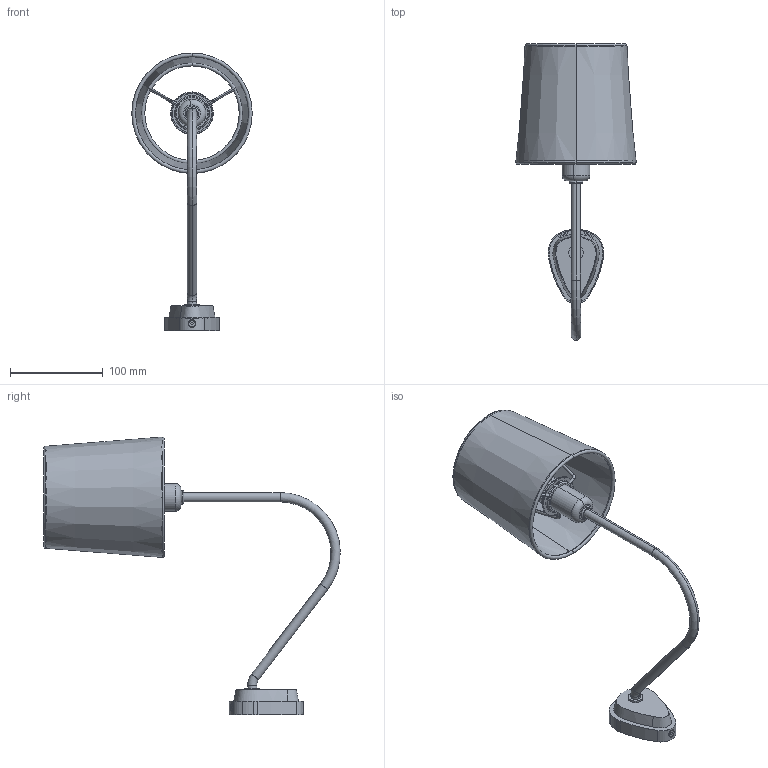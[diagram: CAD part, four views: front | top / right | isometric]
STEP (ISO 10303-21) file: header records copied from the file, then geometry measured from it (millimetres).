
FILE_DESCRIPTION (( 'STEP AP203' ), '1' );
FILE_NAME ('DE 68 W1_exported.step', '2025-03-28T04:16:27', ( '' ), ( '' ), 'SwSTEP 2.0', 'SolidWorks 2024', '' );
FILE_SCHEMA (( 'CONFIG_CONTROL_DESIGN' ));
Length unit declared in the file: millimetre
Products named in the file (1): DE 68 W1_exported
Bounding box: 130 x 319.97 x 300 mm (x, y, z)
Surface area: 149946.1 mm2 (no closed solid volume)
Topology: 0 solids, 19 shells, 217 faces, 592 edges, 389 vertices
Faces by surface type: cylinder 110, plane 45, torus 34, cone 22, bspline 4, sphere 2
Entity records: 9164 total; most frequent: CARTESIAN_POINT 3649, DIRECTION 1236, ORIENTED_EDGE 971, EDGE_CURVE 583, AXIS2_PLACEMENT_3D 503, VERTEX_POINT 386, CIRCLE 289, EDGE_LOOP 245
